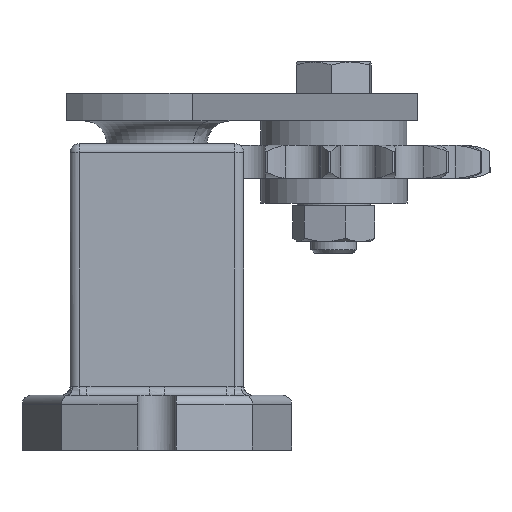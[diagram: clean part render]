
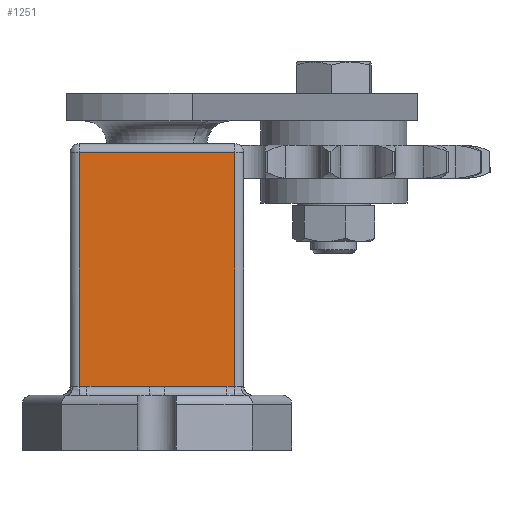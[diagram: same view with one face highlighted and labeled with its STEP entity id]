
A CAD part, front view. The second image highlights one B-rep face of the part: STEP entity #1251.
In plain terms, the highlighted planar face has unit normal (0, -1, 0).
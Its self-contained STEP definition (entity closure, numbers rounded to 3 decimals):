
#95 = CARTESIAN_POINT ( 'NONE',  ( 1.661, -19., 14. ) ) ;
#103 = CARTESIAN_POINT ( 'NONE',  ( -15.295, -19., 14. ) ) ;
#206 = ORIENTED_EDGE ( 'NONE', *, *, #6098, .T. ) ;
#361 = EDGE_CURVE ( 'NONE', #6501, #3009, #6137, .T. ) ;
#379 = CARTESIAN_POINT ( 'NONE',  ( -1.661, -19., 14. ) ) ;
#541 = B_SPLINE_CURVE_WITH_KNOTS ( 'NONE', 3,
 ( #379, #5323, #3260, #4639, #8176, #8130, #8889, #2041, #6213, #1787 ),
 .UNSPECIFIED., .F., .F.,
 ( 4, 2, 2, 2, 4 ),
 ( 0., 0.001, 0.002, 0.002, 0.003 ),
 .UNSPECIFIED. ) ;
#650 = CARTESIAN_POINT ( 'NONE',  ( -17., -19., 13.946 ) ) ;
#689 = EDGE_CURVE ( 'NONE', #5289, #8164, #541, .T. ) ;
#923 = EDGE_CURVE ( 'NONE', #8164, #2320, #948, .T. ) ;
#948 = LINE ( 'NONE', #7231, #6452 ) ;
#1052 = CARTESIAN_POINT ( 'NONE',  ( -17., -19., 65. ) ) ;
#1055 = CARTESIAN_POINT ( 'NONE',  ( -17., -19., 67. ) ) ;
#1251 = ADVANCED_FACE ( 'NONE', ( #2134 ), #4931, .F. ) ;
#1275 = CARTESIAN_POINT ( 'NONE',  ( -17., -19., 65. ) ) ;
#1384 = CARTESIAN_POINT ( 'NONE',  ( -17., -19., 13.946 ) ) ;
#1430 = CARTESIAN_POINT ( 'NONE',  ( -17., -19., 14. ) ) ;
#1614 = VECTOR ( 'NONE', #8168, 1000. ) ;
#1731 = LINE ( 'NONE', #1055, #7805 ) ;
#1732 = CARTESIAN_POINT ( 'NONE',  ( -1.661, -19., 14. ) ) ;
#1787 = CARTESIAN_POINT ( 'NONE',  ( 1.661, -19., 14. ) ) ;
#1801 = ORIENTED_EDGE ( 'NONE', *, *, #361, .T. ) ;
#1829 = LINE ( 'NONE', #1052, #1614 ) ;
#1855 = EDGE_LOOP ( 'NONE', ( #5629, #3776, #8337, #1801, #206, #3911, #5754, #4240 ) ) ;
#2002 = CARTESIAN_POINT ( 'NONE',  ( 15.295, -19., 14. ) ) ;
#2041 = CARTESIAN_POINT ( 'NONE',  ( 1.108, -19., 13.991 ) ) ;
#2086 = VECTOR ( 'NONE', #5642, 1000. ) ;
#2134 = FACE_OUTER_BOUND ( 'NONE', #1855, .T. ) ;
#2262 = EDGE_CURVE ( 'NONE', #2320, #6168, #3373, .T. ) ;
#2320 = VERTEX_POINT ( 'NONE', #2002 ) ;
#2599 = EDGE_CURVE ( 'NONE', #4928, #6168, #3723, .T. ) ;
#2871 = CARTESIAN_POINT ( 'NONE',  ( -17., -19., 67. ) ) ;
#3009 = VERTEX_POINT ( 'NONE', #103 ) ;
#3204 = EDGE_CURVE ( 'NONE', #4928, #3243, #1829, .T. ) ;
#3243 = VERTEX_POINT ( 'NONE', #1275 ) ;
#3260 = CARTESIAN_POINT ( 'NONE',  ( -1.107, -19., 13.991 ) ) ;
#3373 =( BOUNDED_CURVE ( )  B_SPLINE_CURVE ( 3, ( #8394, #3378, #9048, #3424 ),
 .UNSPECIFIED., .F., .F. ) 
 B_SPLINE_CURVE_WITH_KNOTS ( ( 4, 4 ),
 ( 1.571, 1.735 ),
 .UNSPECIFIED. ) 
 CURVE ( )  GEOMETRIC_REPRESENTATION_ITEM ( )  RATIONAL_B_SPLINE_CURVE ( ( 1., 0.998, 0.998, 1. ) ) 
 REPRESENTATION_ITEM ( '' )  );
#3378 = CARTESIAN_POINT ( 'NONE',  ( 15.866, -19., 14. ) ) ;
#3424 = CARTESIAN_POINT ( 'NONE',  ( 17., -19., 13.946 ) ) ;
#3483 = CARTESIAN_POINT ( 'NONE',  ( -15.866, -19., 14. ) ) ;
#3534 = CARTESIAN_POINT ( 'NONE',  ( -15.295, -19., 14. ) ) ;
#3723 = LINE ( 'NONE', #6523, #2086 ) ;
#3776 = ORIENTED_EDGE ( 'NONE', *, *, #3204, .T. ) ;
#3846 = DIRECTION ( 'NONE',  ( 0., 0., -1. ) ) ;
#3911 = ORIENTED_EDGE ( 'NONE', *, *, #689, .T. ) ;
#4101 = EDGE_CURVE ( 'NONE', #3243, #6501, #1731, .T. ) ;
#4233 = CARTESIAN_POINT ( 'NONE',  ( 17., -19., 13.946 ) ) ;
#4240 = ORIENTED_EDGE ( 'NONE', *, *, #2262, .T. ) ;
#4639 = CARTESIAN_POINT ( 'NONE',  ( -0.554, -19., 13.977 ) ) ;
#4928 = VERTEX_POINT ( 'NONE', #6668 ) ;
#4931 = PLANE ( 'NONE',  #7046 ) ;
#4980 = VECTOR ( 'NONE', #7025, 1000. ) ;
#5196 = DIRECTION ( 'NONE',  ( 0., 0., 1. ) ) ;
#5289 = VERTEX_POINT ( 'NONE', #1732 ) ;
#5323 = CARTESIAN_POINT ( 'NONE',  ( -1.384, -19., 14. ) ) ;
#5629 = ORIENTED_EDGE ( 'NONE', *, *, #2599, .F. ) ;
#5642 = DIRECTION ( 'NONE',  ( 0., 0., -1. ) ) ;
#5653 = DIRECTION ( 'NONE',  ( 0., 1., 0. ) ) ;
#5754 = ORIENTED_EDGE ( 'NONE', *, *, #923, .T. ) ;
#6025 = DIRECTION ( 'NONE',  ( 1., 0., 0. ) ) ;
#6098 = EDGE_CURVE ( 'NONE', #3009, #5289, #6333, .T. ) ;
#6137 =( BOUNDED_CURVE ( )  B_SPLINE_CURVE ( 3, ( #1384, #7624, #3483, #3534 ),
 .UNSPECIFIED., .F., .F. ) 
 B_SPLINE_CURVE_WITH_KNOTS ( ( 4, 4 ),
 ( 1.407, 1.571 ),
 .UNSPECIFIED. ) 
 CURVE ( )  GEOMETRIC_REPRESENTATION_ITEM ( )  RATIONAL_B_SPLINE_CURVE ( ( 1., 0.998, 0.998, 1. ) ) 
 REPRESENTATION_ITEM ( '' )  );
#6168 = VERTEX_POINT ( 'NONE', #4233 ) ;
#6213 = CARTESIAN_POINT ( 'NONE',  ( 1.384, -19., 14. ) ) ;
#6333 = LINE ( 'NONE', #1430, #4980 ) ;
#6452 = VECTOR ( 'NONE', #6025, 1000. ) ;
#6501 = VERTEX_POINT ( 'NONE', #650 ) ;
#6523 = CARTESIAN_POINT ( 'NONE',  ( 17., -19., 67. ) ) ;
#6668 = CARTESIAN_POINT ( 'NONE',  ( 17., -19., 65. ) ) ;
#7025 = DIRECTION ( 'NONE',  ( 1., 0., 0. ) ) ;
#7046 = AXIS2_PLACEMENT_3D ( 'NONE', #2871, #5653, #5196 ) ;
#7231 = CARTESIAN_POINT ( 'NONE',  ( -17., -19., 14. ) ) ;
#7624 = CARTESIAN_POINT ( 'NONE',  ( -16.436, -19., 13.982 ) ) ;
#7805 = VECTOR ( 'NONE', #3846, 1000. ) ;
#8130 = CARTESIAN_POINT ( 'NONE',  ( 0.277, -19., 13.971 ) ) ;
#8164 = VERTEX_POINT ( 'NONE', #95 ) ;
#8168 = DIRECTION ( 'NONE',  ( -1., 0., 0. ) ) ;
#8176 = CARTESIAN_POINT ( 'NONE',  ( -0.277, -19., 13.971 ) ) ;
#8337 = ORIENTED_EDGE ( 'NONE', *, *, #4101, .T. ) ;
#8394 = CARTESIAN_POINT ( 'NONE',  ( 15.295, -19., 14. ) ) ;
#8889 = CARTESIAN_POINT ( 'NONE',  ( 0.554, -19., 13.977 ) ) ;
#9048 = CARTESIAN_POINT ( 'NONE',  ( 16.436, -19., 13.982 ) ) ;
